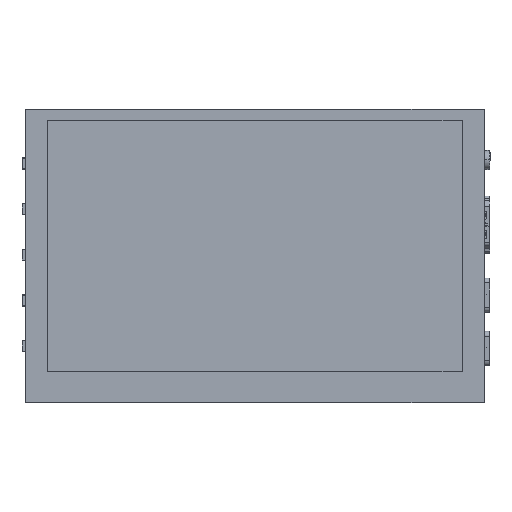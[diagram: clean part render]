
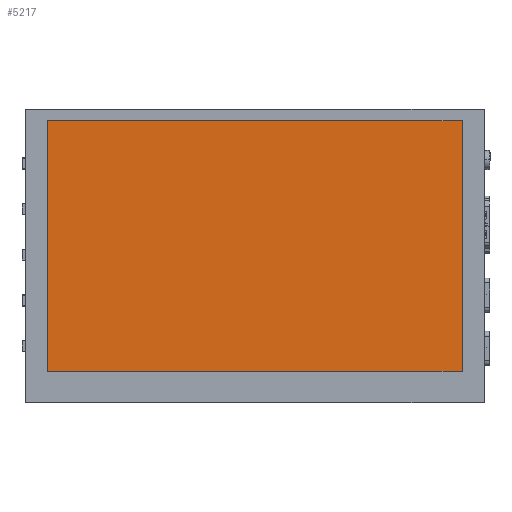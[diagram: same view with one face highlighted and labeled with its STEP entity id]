
A CAD part, top view. The second image highlights one B-rep face of the part: STEP entity #5217.
In plain terms, the highlighted planar face has unit normal (0, 0, 1).
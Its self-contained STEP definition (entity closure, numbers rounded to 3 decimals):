
#3715=DIRECTION('',(1.,0.,0.));
#3716=VECTOR('',#3715,109.);
#3717=CARTESIAN_POINT('',(-54.5,32.9,0.65));
#3718=LINE('',#3717,#3716);
#3729=DIRECTION('',(0.,-1.,0.));
#3730=VECTOR('',#3729,65.8);
#3731=CARTESIAN_POINT('',(54.5,32.9,0.65));
#3732=LINE('',#3731,#3730);
#3743=DIRECTION('',(-1.,0.,0.));
#3744=VECTOR('',#3743,109.);
#3745=CARTESIAN_POINT('',(54.5,-32.9,0.65));
#3746=LINE('',#3745,#3744);
#3757=DIRECTION('',(0.,1.,0.));
#3758=VECTOR('',#3757,65.8);
#3759=CARTESIAN_POINT('',(-54.5,-32.9,0.65));
#3760=LINE('',#3759,#3758);
#3811=CARTESIAN_POINT('',(-54.5,32.9,0.65));
#3812=CARTESIAN_POINT('',(54.5,32.9,0.65));
#3813=VERTEX_POINT('',#3811);
#3814=VERTEX_POINT('',#3812);
#3815=CARTESIAN_POINT('',(54.5,-32.9,0.65));
#3816=VERTEX_POINT('',#3815);
#3817=CARTESIAN_POINT('',(-54.5,-32.9,0.65));
#3818=VERTEX_POINT('',#3817);
#5203=CARTESIAN_POINT('',(0.,0.,0.65));
#5204=DIRECTION('',(0.,0.,1.));
#5205=DIRECTION('',(1.,0.,0.));
#5206=AXIS2_PLACEMENT_3D('',#5203,#5204,#5205);
#5207=PLANE('',#5206);
#5208=ORIENTED_EDGE('',*,*,#5193,.T.);
#5210=ORIENTED_EDGE('',*,*,#5209,.T.);
#5212=ORIENTED_EDGE('',*,*,#5211,.T.);
#5214=ORIENTED_EDGE('',*,*,#5213,.T.);
#5215=EDGE_LOOP('',(#5208,#5210,#5212,#5214));
#5216=FACE_OUTER_BOUND('',#5215,.F.);
#5217=ADVANCED_FACE('',(#5216),#5207,.T.);
#5193=EDGE_CURVE('',#3813,#3814,#3718,.T.);
#5209=EDGE_CURVE('',#3814,#3816,#3732,.T.);
#5211=EDGE_CURVE('',#3816,#3818,#3746,.T.);
#5213=EDGE_CURVE('',#3818,#3813,#3760,.T.);
